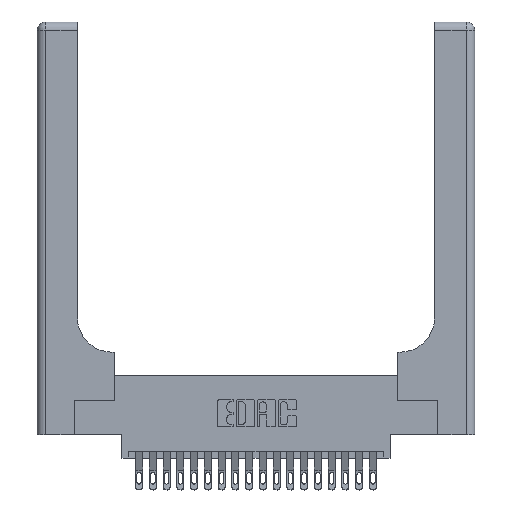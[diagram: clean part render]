
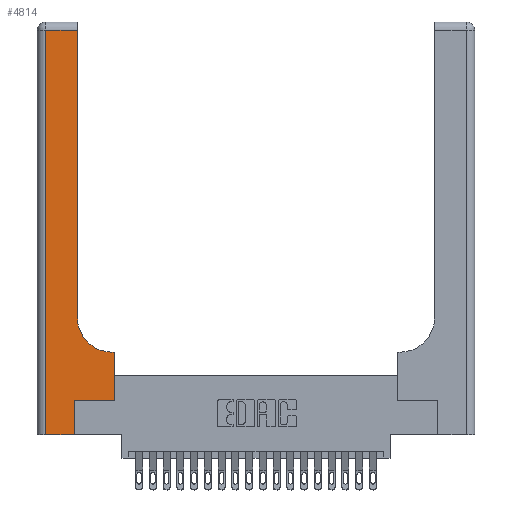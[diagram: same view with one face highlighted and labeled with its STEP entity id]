
A CAD part, top view. The second image highlights one B-rep face of the part: STEP entity #4814.
In plain terms, the highlighted planar face has unit normal (0, 0, 1).
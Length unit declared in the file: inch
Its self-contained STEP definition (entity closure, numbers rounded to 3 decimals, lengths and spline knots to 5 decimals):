
#407 = VERTEX_POINT ( 'NONE', #21077 ) ;
#860 = VECTOR ( 'NONE', #12751, 39.37008 ) ;
#1184 = LINE ( 'NONE', #9162, #10136 ) ;
#1540 = CARTESIAN_POINT ( 'NONE',  ( 0.269, 0., 0.37 ) ) ;
#1544 = LINE ( 'NONE', #21958, #12966 ) ;
#1782 = AXIS2_PLACEMENT_3D ( 'NONE', #6902, #16348, #19907 ) ;
#1976 = FACE_OUTER_BOUND ( 'NONE', #3435, .T. ) ;
#2232 = DIRECTION ( 'NONE',  ( -1., 0., 0. ) ) ;
#2700 = EDGE_CURVE ( 'NONE', #11873, #20768, #16001, .T. ) ;
#2741 = VERTEX_POINT ( 'NONE', #8681 ) ;
#3341 = LINE ( 'NONE', #8062, #10830 ) ;
#3435 = EDGE_LOOP ( 'NONE', ( #7141, #21458, #20818, #13595, #19230, #22662, #13191, #18929, #18357 ) ) ;
#4234 = CARTESIAN_POINT ( 'NONE',  ( 0.5415, 0.6, 0.37 ) ) ;
#4814 = ADVANCED_FACE ( 'NONE', ( #1976 ), #17424, .F. ) ;
#4968 = VERTEX_POINT ( 'NONE', #10774 ) ;
#5000 = LINE ( 'NONE', #21691, #22756 ) ;
#5222 = EDGE_CURVE ( 'NONE', #2741, #18064, #14191, .T. ) ;
#5870 = AXIS2_PLACEMENT_3D ( 'NONE', #14290, #6948, #15797 ) ;
#6440 = VECTOR ( 'NONE', #19523, 39.37008 ) ;
#6535 = EDGE_CURVE ( 'NONE', #20768, #2741, #3341, .T. ) ;
#6732 = CARTESIAN_POINT ( 'NONE',  ( 0.269, 0.25, 0.37 ) ) ;
#6902 = CARTESIAN_POINT ( 'NONE',  ( 0., 3., 0.37 ) ) ;
#6948 = DIRECTION ( 'NONE',  ( 0., 0., -1. ) ) ;
#7141 = ORIENTED_EDGE ( 'NONE', *, *, #11547, .T. ) ;
#8062 = CARTESIAN_POINT ( 'NONE',  ( 0., 0., 0.37 ) ) ;
#8681 = CARTESIAN_POINT ( 'NONE',  ( 0.269, 0., 0.37 ) ) ;
#8728 = CARTESIAN_POINT ( 'NONE',  ( 0.06, 2.94, 0.37 ) ) ;
#8813 = VECTOR ( 'NONE', #20681, 39.37008 ) ;
#9162 = CARTESIAN_POINT ( 'NONE',  ( 0.5585, 0.25, 0.37 ) ) ;
#10136 = VECTOR ( 'NONE', #12777, 39.37008 ) ;
#10774 = CARTESIAN_POINT ( 'NONE',  ( 0.2915, 0.85, 0.37 ) ) ;
#10819 = DIRECTION ( 'NONE',  ( 1., 0., 0. ) ) ;
#10830 = VECTOR ( 'NONE', #13385, 39.37008 ) ;
#10921 = VERTEX_POINT ( 'NONE', #4234 ) ;
#10984 = VERTEX_POINT ( 'NONE', #13359 ) ;
#11020 = CARTESIAN_POINT ( 'NONE',  ( 0., 2.94, 0.37 ) ) ;
#11547 = EDGE_CURVE ( 'NONE', #4968, #10984, #1544, .T. ) ;
#11776 = LINE ( 'NONE', #21724, #14822 ) ;
#11873 = VERTEX_POINT ( 'NONE', #8728 ) ;
#12751 = DIRECTION ( 'NONE',  ( -1., 0., 0. ) ) ;
#12777 = DIRECTION ( 'NONE',  ( 0., 1., 0. ) ) ;
#12966 = VECTOR ( 'NONE', #20184, 39.37008 ) ;
#13191 = ORIENTED_EDGE ( 'NONE', *, *, #13701, .T. ) ;
#13359 = CARTESIAN_POINT ( 'NONE',  ( 0.2915, 2.94, 0.37 ) ) ;
#13385 = DIRECTION ( 'NONE',  ( 1., 0., 0. ) ) ;
#13595 = ORIENTED_EDGE ( 'NONE', *, *, #6535, .T. ) ;
#13701 = EDGE_CURVE ( 'NONE', #22002, #407, #1184, .T. ) ;
#13704 = LINE ( 'NONE', #11020, #860 ) ;
#14191 = LINE ( 'NONE', #1540, #6440 ) ;
#14290 = CARTESIAN_POINT ( 'NONE',  ( 0.5415, 0.85, 0.37 ) ) ;
#14349 = EDGE_CURVE ( 'NONE', #10984, #11873, #13704, .T. ) ;
#14822 = VECTOR ( 'NONE', #2232, 39.37008 ) ;
#15080 = CARTESIAN_POINT ( 'NONE',  ( 0.5585, 0.25, 0.37 ) ) ;
#15797 = DIRECTION ( 'NONE',  ( 1., 0., 0. ) ) ;
#16001 = LINE ( 'NONE', #18895, #8813 ) ;
#16348 = DIRECTION ( 'NONE',  ( 0., 0., -1. ) ) ;
#17424 = PLANE ( 'NONE',  #1782 ) ;
#18064 = VERTEX_POINT ( 'NONE', #6732 ) ;
#18134 = EDGE_CURVE ( 'NONE', #18064, #22002, #5000, .T. ) ;
#18357 = ORIENTED_EDGE ( 'NONE', *, *, #18829, .T. ) ;
#18829 = EDGE_CURVE ( 'NONE', #10921, #4968, #20786, .T. ) ;
#18895 = CARTESIAN_POINT ( 'NONE',  ( 0.06, 3., 0.37 ) ) ;
#18929 = ORIENTED_EDGE ( 'NONE', *, *, #21883, .T. ) ;
#19230 = ORIENTED_EDGE ( 'NONE', *, *, #5222, .T. ) ;
#19523 = DIRECTION ( 'NONE',  ( 0., 1., 0. ) ) ;
#19907 = DIRECTION ( 'NONE',  ( -1., 0., 0. ) ) ;
#20184 = DIRECTION ( 'NONE',  ( 0., 1., 0. ) ) ;
#20681 = DIRECTION ( 'NONE',  ( 0., -1., 0. ) ) ;
#20768 = VERTEX_POINT ( 'NONE', #22305 ) ;
#20786 = CIRCLE ( 'NONE', #5870, 0.25 ) ;
#20818 = ORIENTED_EDGE ( 'NONE', *, *, #2700, .T. ) ;
#21077 = CARTESIAN_POINT ( 'NONE',  ( 0.5585, 0.6, 0.37 ) ) ;
#21458 = ORIENTED_EDGE ( 'NONE', *, *, #14349, .T. ) ;
#21691 = CARTESIAN_POINT ( 'NONE',  ( 0.269, 0.25, 0.37 ) ) ;
#21724 = CARTESIAN_POINT ( 'NONE',  ( 0.2915, 0.6, 0.37 ) ) ;
#21883 = EDGE_CURVE ( 'NONE', #407, #10921, #11776, .T. ) ;
#21958 = CARTESIAN_POINT ( 'NONE',  ( 0.2915, 3., 0.37 ) ) ;
#22002 = VERTEX_POINT ( 'NONE', #15080 ) ;
#22305 = CARTESIAN_POINT ( 'NONE',  ( 0.06, 0., 0.37 ) ) ;
#22662 = ORIENTED_EDGE ( 'NONE', *, *, #18134, .T. ) ;
#22756 = VECTOR ( 'NONE', #10819, 39.37008 ) ;
